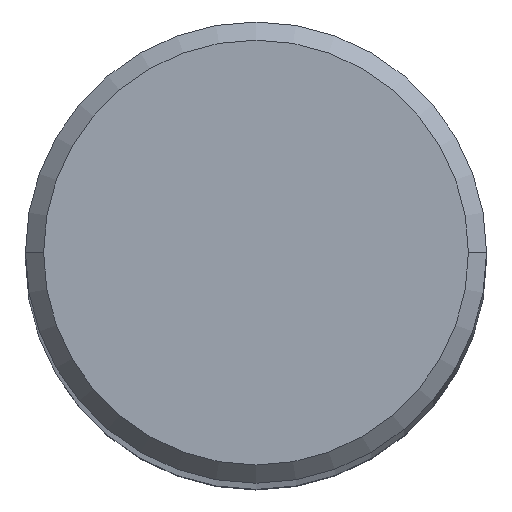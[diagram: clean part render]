
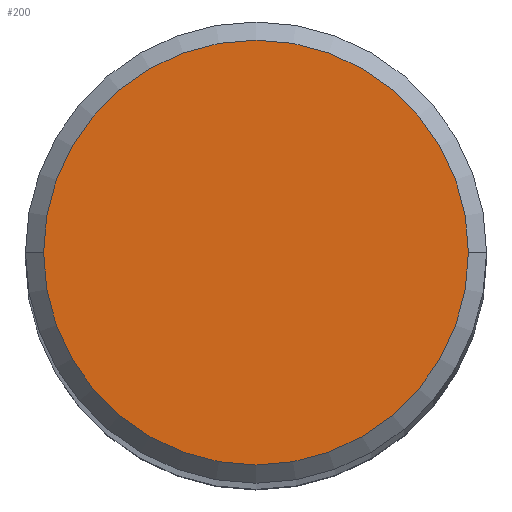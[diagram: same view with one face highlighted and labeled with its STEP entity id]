
A CAD part, top view. The second image highlights one B-rep face of the part: STEP entity #200.
In plain terms, the highlighted planar face has unit normal (0, 0, 1).
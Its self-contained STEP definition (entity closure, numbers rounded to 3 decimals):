
#137=FACE_OUTER_BOUND('',#269,.T.);
#200=ADVANCED_FACE('',(#137),#229,.F.);
#229=PLANE('',#1191);
#269=EDGE_LOOP('',(#441,#442));
#441=ORIENTED_EDGE('',*,*,#687,.T.);
#442=ORIENTED_EDGE('',*,*,#688,.T.);
#587=VERTEX_POINT('',#1874);
#588=VERTEX_POINT('',#1875);
#687=EDGE_CURVE('',#587,#588,#802,.T.);
#688=EDGE_CURVE('',#588,#587,#803,.T.);
#802=CIRCLE('',#1189,11.7);
#803=CIRCLE('',#1190,11.7);
#1189=AXIS2_PLACEMENT_3D('',#1873,#1491,#1492);
#1190=AXIS2_PLACEMENT_3D('',#1876,#1493,#1494);
#1191=AXIS2_PLACEMENT_3D('',#1877,#1495,#1496);
#1491=DIRECTION('',(0.,0.,1.));
#1492=DIRECTION('',(-1.,0.,0.));
#1493=DIRECTION('',(0.,0.,1.));
#1494=DIRECTION('',(1.,0.,0.));
#1495=DIRECTION('',(0.,0.,-1.));
#1496=DIRECTION('',(1.,0.,0.));
#1873=CARTESIAN_POINT('',(0.,0.,0.));
#1874=CARTESIAN_POINT('',(-11.7,0.,0.));
#1875=CARTESIAN_POINT('',(11.7,0.,0.));
#1876=CARTESIAN_POINT('',(0.,0.,0.));
#1877=CARTESIAN_POINT('',(0.,0.,0.));
